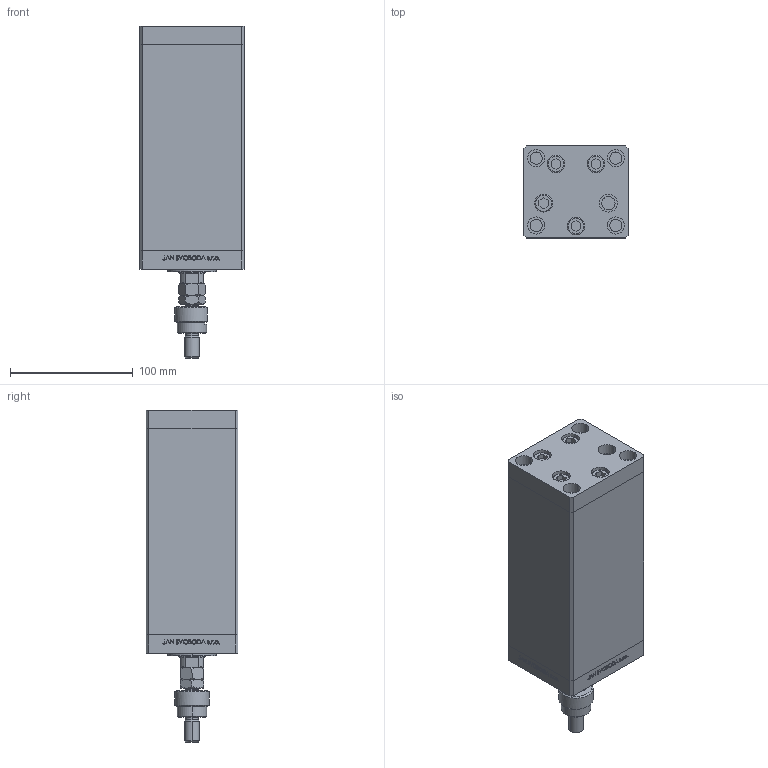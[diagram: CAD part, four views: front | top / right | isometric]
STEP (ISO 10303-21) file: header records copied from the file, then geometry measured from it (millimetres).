
FILE_DESCRIPTION (( 'STEP AP203' ), '1' );
FILE_NAME ('2be2.STEP', '2022-04-15T03:34:03', ( '' ), ( '' ), 'SwSTEP 2.0', 'SolidWorks 2019', '' );
FILE_SCHEMA (( 'CONFIG_CONTROL_DESIGN' ));
Length unit declared in the file: millimetre
Products named in the file (9): ALLEN BOLT b45e2084a77ef1f9fa6b44b4aaf63fa6; FEMALE_PART_FOR_DFA b45e2084a77ef1f9fa6b44b4aaf63fa6; V220C FRONT b45e2084a77ef1f9fa6b44b4aaf63fa6; 2be2; V220C BACK_C b45e2084a77ef1f9fa6b44b4aaf63fa6; DFA b45e2084a77ef1f9fa6b44b4aaf63fa6; V220C_C MIDDLE b45e2084a77ef1f9fa6b44b4aaf63fa6; MFA b45e2084a77ef1f9fa6b44b4aaf63fa6; V220C_VC_C b45e2084a77ef1f9fa6b44b4aaf63fa6
Assembly tree (16 placements, depth 3):
  2be2
    ALLEN BOLT b45e2084a77ef1f9fa6b44b4aaf63fa6  x9
    V220C_C MIDDLE b45e2084a77ef1f9fa6b44b4aaf63fa6
    V220C FRONT b45e2084a77ef1f9fa6b44b4aaf63fa6
    V220C_VC_C b45e2084a77ef1f9fa6b44b4aaf63fa6
    V220C BACK_C b45e2084a77ef1f9fa6b44b4aaf63fa6
    DFA b45e2084a77ef1f9fa6b44b4aaf63fa6
      FEMALE_PART_FOR_DFA b45e2084a77ef1f9fa6b44b4aaf63fa6
      MFA b45e2084a77ef1f9fa6b44b4aaf63fa6
Bounding box: 85 x 75 x 271 mm (x, y, z)
Volume: 1063316 mm3; surface area: 201204.1 mm2
Topology: 15 solids, 15 shells, 1260 faces, 3081 edges, 2007 vertices
Faces by surface type: plane 574, bspline 380, cylinder 180, cone 82, torus 44
Entity records: 52094 total; most frequent: CARTESIAN_POINT 27284, ORIENTED_EDGE 5422, DIRECTION 3701, EDGE_CURVE 2711, VERTEX_POINT 1783, LINE 1525, VECTOR 1525, EDGE_LOOP 1266
